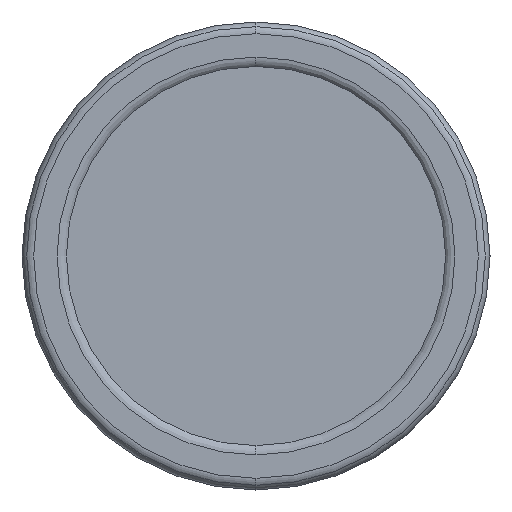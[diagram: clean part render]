
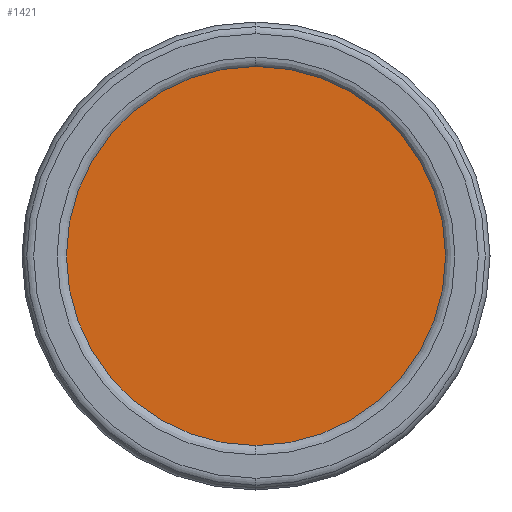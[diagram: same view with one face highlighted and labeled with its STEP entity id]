
A CAD part, left-side view. The second image highlights one B-rep face of the part: STEP entity #1421.
In plain terms, the highlighted planar face has unit normal (-1, 0, 0).
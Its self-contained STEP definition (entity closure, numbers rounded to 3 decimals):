
#333 = VERTEX_POINT ( 'NONE', #1805 ) ;
#512 = DIRECTION ( 'NONE',  ( 1., 0., 0. ) ) ;
#587 = PLANE ( 'NONE',  #1655 ) ;
#680 = CARTESIAN_POINT ( 'NONE',  ( 0., 0., 0. ) ) ;
#790 = ORIENTED_EDGE ( 'NONE', *, *, #2599, .F. ) ;
#900 = DIRECTION ( 'NONE',  ( 0., 0., -1. ) ) ;
#920 = AXIS2_PLACEMENT_3D ( 'NONE', #680, #2234, #900 ) ;
#1261 = AXIS2_PLACEMENT_3D ( 'NONE', #1836, #512, #2063 ) ;
#1379 = VERTEX_POINT ( 'NONE', #1420 ) ;
#1420 = CARTESIAN_POINT ( 'NONE',  ( 0., 0., -9.5 ) ) ;
#1421 = ADVANCED_FACE ( 'NONE', ( #1722 ), #587, .F. ) ;
#1429 = ORIENTED_EDGE ( 'NONE', *, *, #2003, .F. ) ;
#1521 = DIRECTION ( 'NONE',  ( 0., 0., -1. ) ) ;
#1655 = AXIS2_PLACEMENT_3D ( 'NONE', #2398, #2839, #1521 ) ;
#1681 = EDGE_LOOP ( 'NONE', ( #1429, #790 ) ) ;
#1722 = FACE_OUTER_BOUND ( 'NONE', #1681, .T. ) ;
#1805 = CARTESIAN_POINT ( 'NONE',  ( 0., 0., 9.5 ) ) ;
#1836 = CARTESIAN_POINT ( 'NONE',  ( 0., 0., 0. ) ) ;
#1959 = CIRCLE ( 'NONE', #920, 9.5 ) ;
#2003 = EDGE_CURVE ( 'NONE', #333, #1379, #1959, .T. ) ;
#2063 = DIRECTION ( 'NONE',  ( 0., 0., -1. ) ) ;
#2234 = DIRECTION ( 'NONE',  ( 1., 0., 0. ) ) ;
#2366 = CIRCLE ( 'NONE', #1261, 9.5 ) ;
#2398 = CARTESIAN_POINT ( 'NONE',  ( 0., 0., 0. ) ) ;
#2599 = EDGE_CURVE ( 'NONE', #1379, #333, #2366, .T. ) ;
#2839 = DIRECTION ( 'NONE',  ( 1., 0., 0. ) ) ;
